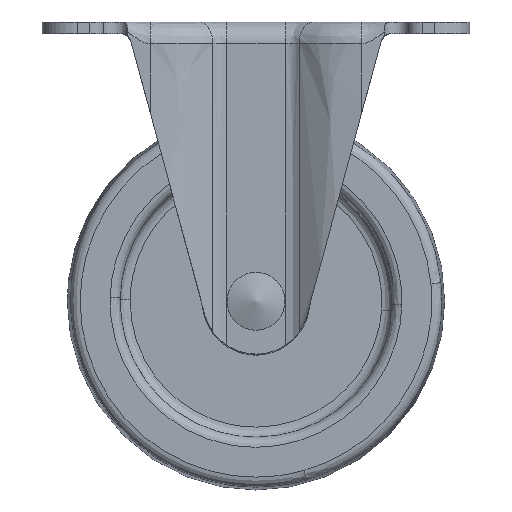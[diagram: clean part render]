
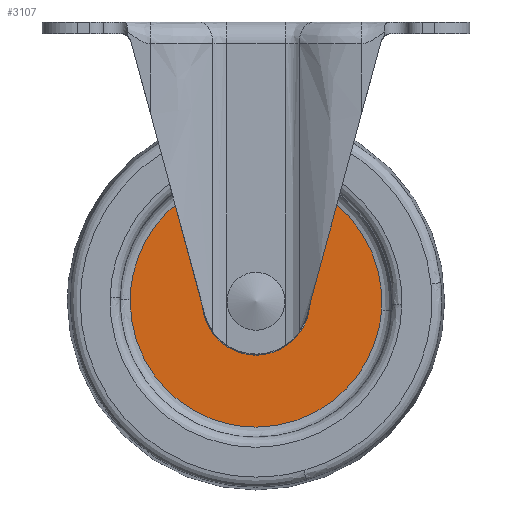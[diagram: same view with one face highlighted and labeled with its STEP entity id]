
A CAD part, front view. The second image highlights one B-rep face of the part: STEP entity #3107.
In plain terms, the highlighted free-form (B-spline) face has degree [1, 1] with [2, 2] control points.
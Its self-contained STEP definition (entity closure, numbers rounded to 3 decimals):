
#2478=CARTESIAN_POINT('',(-24.998,-5.,-55.186));
#2479=VERTEX_POINT('',#2478);
#2493=CARTESIAN_POINT('',(0.0,-5.0,-30.5));
#2494=VERTEX_POINT('',#2493);
#2495=CARTESIAN_POINT('',(0.0,-5.0,-30.5));
#2496=CARTESIAN_POINT('',(-24.688,-5.,-30.5));
#2497=CARTESIAN_POINT('',(-24.998,-5.,-55.186));
#2505=(BOUNDED_CURVE()B_SPLINE_CURVE(2,(#2495,#2496,#2497),.UNSPECIFIED.,.F.,.U.)B_SPLINE_CURVE_WITH_KNOTS((3,3),(0.5,0.748),.UNSPECIFIED.)CURVE()GEOMETRIC_REPRESENTATION_ITEM()RATIONAL_B_SPLINE_CURVE((1.0,0.71,0.995))REPRESENTATION_ITEM(''));
#2506=EDGE_CURVE('',#2494,#2479,#2505,.T.);
#2508=CARTESIAN_POINT('',(24.939,-5.0,-57.243));
#2509=VERTEX_POINT('',#2508);
#2510=CARTESIAN_POINT('',(24.939,-5.,-57.243));
#2511=CARTESIAN_POINT('',(25.0,-5.0,-56.373));
#2512=CARTESIAN_POINT('',(25.0,-5.0,-55.5));
#2513=CARTESIAN_POINT('',(25.,-5.,-30.5));
#2514=CARTESIAN_POINT('',(0.0,-5.0,-30.5));
#2522=(BOUNDED_CURVE()B_SPLINE_CURVE(2,(#2510,#2511,#2512,#2513,#2514),.UNSPECIFIED.,.F.,.U.)B_SPLINE_CURVE_WITH_KNOTS((3,2,3),(0.238,0.25,0.5),.UNSPECIFIED.)CURVE()GEOMETRIC_REPRESENTATION_ITEM()RATIONAL_B_SPLINE_CURVE((0.973,0.986,1.0,0.707,1.0))REPRESENTATION_ITEM(''));
#2523=EDGE_CURVE('',#2509,#2494,#2522,.T.);
#2567=CARTESIAN_POINT('',(0.0,-5.0,-80.5));
#2568=VERTEX_POINT('',#2567);
#2569=CARTESIAN_POINT('',(0.0,-5.0,-80.5));
#2570=CARTESIAN_POINT('',(23.313,-5.,-80.5));
#2571=CARTESIAN_POINT('',(24.939,-5.0,-57.243));
#2579=(BOUNDED_CURVE()B_SPLINE_CURVE(2,(#2569,#2570,#2571),.UNSPECIFIED.,.F.,.U.)B_SPLINE_CURVE_WITH_KNOTS((3,3),(0.0,0.238),.UNSPECIFIED.)CURVE()GEOMETRIC_REPRESENTATION_ITEM()RATIONAL_B_SPLINE_CURVE((1.0,0.721,0.973))REPRESENTATION_ITEM(''));
#2580=EDGE_CURVE('',#2568,#2509,#2579,.T.);
#2582=CARTESIAN_POINT('',(-24.998,-5.,-55.186));
#2583=CARTESIAN_POINT('',(-25.,-5.0,-55.343));
#2584=CARTESIAN_POINT('',(-25.0,-5.0,-55.5));
#2585=CARTESIAN_POINT('',(-25.,-5.,-80.5));
#2586=CARTESIAN_POINT('',(0.0,-5.0,-80.5));
#2594=(BOUNDED_CURVE()B_SPLINE_CURVE(2,(#2582,#2583,#2584,#2585,#2586),.UNSPECIFIED.,.F.,.U.)B_SPLINE_CURVE_WITH_KNOTS((3,2,3),(0.748,0.75,1.0),.UNSPECIFIED.)CURVE()GEOMETRIC_REPRESENTATION_ITEM()RATIONAL_B_SPLINE_CURVE((0.995,0.997,1.0,0.707,1.0))REPRESENTATION_ITEM(''));
#2595=EDGE_CURVE('',#2479,#2568,#2594,.T.);
#2625=CARTESIAN_POINT('',(-10.677,-5.0,-56.307));
#2626=VERTEX_POINT('',#2625);
#2627=CARTESIAN_POINT('',(0.0,-5.0,-66.208));
#2628=VERTEX_POINT('',#2627);
#2629=CARTESIAN_POINT('',(-10.677,-5.0,-56.307));
#2630=CARTESIAN_POINT('',(-9.929,-5.0,-66.208));
#2631=CARTESIAN_POINT('',(0.0,-5.0,-66.208));
#2639=(BOUNDED_CURVE()B_SPLINE_CURVE(2,(#2629,#2630,#2631),.UNSPECIFIED.,.F.,.U.)B_SPLINE_CURVE_WITH_KNOTS((3,3),(0.763,1.0),.UNSPECIFIED.)CURVE()GEOMETRIC_REPRESENTATION_ITEM()RATIONAL_B_SPLINE_CURVE((0.971,0.722,1.0))REPRESENTATION_ITEM(''));
#2640=EDGE_CURVE('',#2626,#2628,#2639,.T.);
#2642=CARTESIAN_POINT('',(10.677,-5.0,-54.693));
#2643=VERTEX_POINT('',#2642);
#2644=CARTESIAN_POINT('',(0.0,-5.0,-66.208));
#2645=CARTESIAN_POINT('',(10.708,-5.,-66.208));
#2646=CARTESIAN_POINT('',(10.708,-5.0,-55.5));
#2647=CARTESIAN_POINT('',(10.708,-5.,-55.096));
#2648=CARTESIAN_POINT('',(10.677,-5.0,-54.693));
#2656=(BOUNDED_CURVE()B_SPLINE_CURVE(2,(#2644,#2645,#2646,#2647,#2648),.UNSPECIFIED.,.F.,.U.)B_SPLINE_CURVE_WITH_KNOTS((3,2,3),(0.0,0.25,0.263),.UNSPECIFIED.)CURVE()GEOMETRIC_REPRESENTATION_ITEM()RATIONAL_B_SPLINE_CURVE((1.0,0.707,1.0,0.985,0.971))REPRESENTATION_ITEM(''));
#2657=EDGE_CURVE('',#2628,#2643,#2656,.T.);
#2714=CARTESIAN_POINT('',(0.0,-5.0,-44.792));
#2715=VERTEX_POINT('',#2714);
#2716=CARTESIAN_POINT('',(0.0,-5.0,-44.792));
#2717=CARTESIAN_POINT('',(-10.708,-5.,-44.792));
#2718=CARTESIAN_POINT('',(-10.708,-5.0,-55.5));
#2719=CARTESIAN_POINT('',(-10.708,-5.0,-55.904));
#2720=CARTESIAN_POINT('',(-10.677,-5.0,-56.307));
#2728=(BOUNDED_CURVE()B_SPLINE_CURVE(2,(#2716,#2717,#2718,#2719,#2720),.UNSPECIFIED.,.F.,.U.)B_SPLINE_CURVE_WITH_KNOTS((3,2,3),(0.5,0.75,0.763),.UNSPECIFIED.)CURVE()GEOMETRIC_REPRESENTATION_ITEM()RATIONAL_B_SPLINE_CURVE((1.0,0.707,1.0,0.985,0.971))REPRESENTATION_ITEM(''));
#2729=EDGE_CURVE('',#2715,#2626,#2728,.T.);
#2736=CARTESIAN_POINT('',(10.677,-5.0,-54.693));
#2737=CARTESIAN_POINT('',(9.929,-5.0,-44.792));
#2738=CARTESIAN_POINT('',(0.0,-5.0,-44.792));
#2746=(BOUNDED_CURVE()B_SPLINE_CURVE(2,(#2736,#2737,#2738),.UNSPECIFIED.,.F.,.U.)B_SPLINE_CURVE_WITH_KNOTS((3,3),(0.263,0.5),.UNSPECIFIED.)CURVE()GEOMETRIC_REPRESENTATION_ITEM()RATIONAL_B_SPLINE_CURVE((0.971,0.722,1.0))REPRESENTATION_ITEM(''));
#2747=EDGE_CURVE('',#2643,#2715,#2746,.T.);
#3090=CARTESIAN_POINT('',(-27.495,-5.0,-28.003));
#3091=CARTESIAN_POINT('',(-27.495,-5.0,-82.998));
#3092=CARTESIAN_POINT('',(27.494,-5.0,-28.003));
#3093=CARTESIAN_POINT('',(27.494,-5.0,-82.998));
#3094=B_SPLINE_SURFACE_WITH_KNOTS('',1,1,((#3090,#3092),(#3091,#3093)),.UNSPECIFIED.,.F.,.F.,.U.,(2,2),(2,2),(0.0,54.995),(0.0,54.99),.UNSPECIFIED.);
#3095=ORIENTED_EDGE('',*,*,#2580,.T.);
#3096=ORIENTED_EDGE('',*,*,#2523,.T.);
#3097=ORIENTED_EDGE('',*,*,#2506,.T.);
#3098=ORIENTED_EDGE('',*,*,#2595,.T.);
#3099=EDGE_LOOP('',(#3095,#3096,#3097,#3098));
#3100=FACE_OUTER_BOUND('',#3099,.T.);
#3101=ORIENTED_EDGE('',*,*,#2657,.F.);
#3102=ORIENTED_EDGE('',*,*,#2640,.F.);
#3103=ORIENTED_EDGE('',*,*,#2729,.F.);
#3104=ORIENTED_EDGE('',*,*,#2747,.F.);
#3105=EDGE_LOOP('',(#3101,#3102,#3103,#3104));
#3106=FACE_BOUND('',#3105,.T.);
#3107=ADVANCED_FACE('',(#3100,#3106),#3094,.T.);
